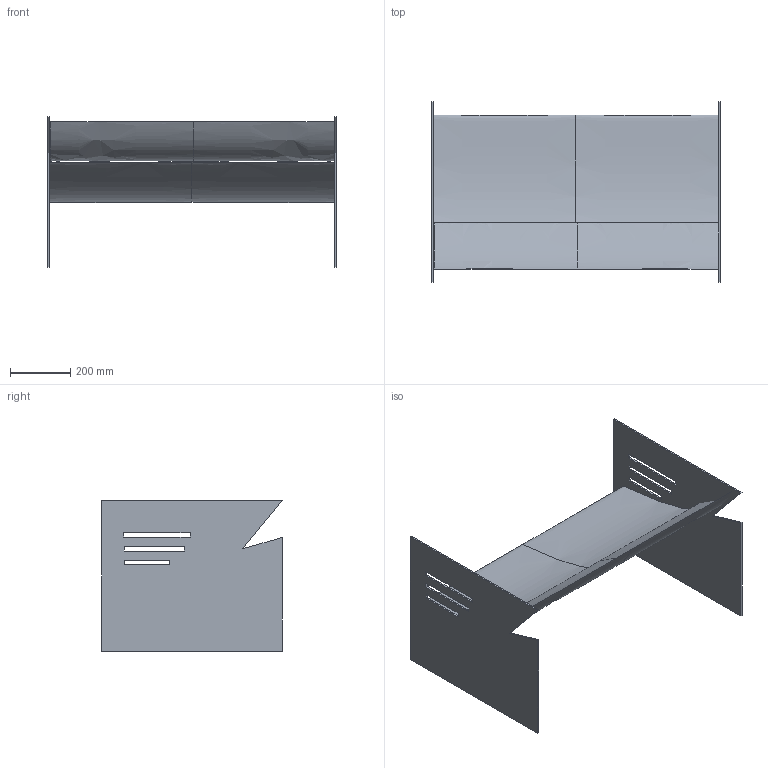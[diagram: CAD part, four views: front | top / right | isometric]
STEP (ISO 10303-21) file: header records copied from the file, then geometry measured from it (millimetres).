
FILE_DESCRIPTION(('CATIA V5 STEP Exchange'),'2;1');
FILE_NAME('rearwing.stp','2018-11-21T06:35:49+00:00',('none'),('none'),'CATIA Version 5 Release 17 (IN-10)','CATIA V5 STEP AP203','none');
FILE_SCHEMA(('CONFIG_CONTROL_DESIGN'));
Length unit declared in the file: millimetre
Products named in the file (1): rearwing
Assembly tree (6 placements, depth 2):
  rearwing
    #56
    #2089
    #4122
    #6155
    #8188
    #8837
Bounding box: 960 x 600 x 500 mm (x, y, z)
Volume: 18772964.2 mm3; surface area: 2429820.3 mm2
Topology: 6 solids, 6 shells, 60 faces, 136 edges, 88 vertices
Faces by surface type: plane 52, bspline 8
Entity records: 9465 total; most frequent: CARTESIAN_POINT 8012, ORIENTED_EDGE 272, DIRECTION 236, EDGE_CURVE 136, VECTOR 108, LINE 108, VERTEX_POINT 88, EDGE_LOOP 72
